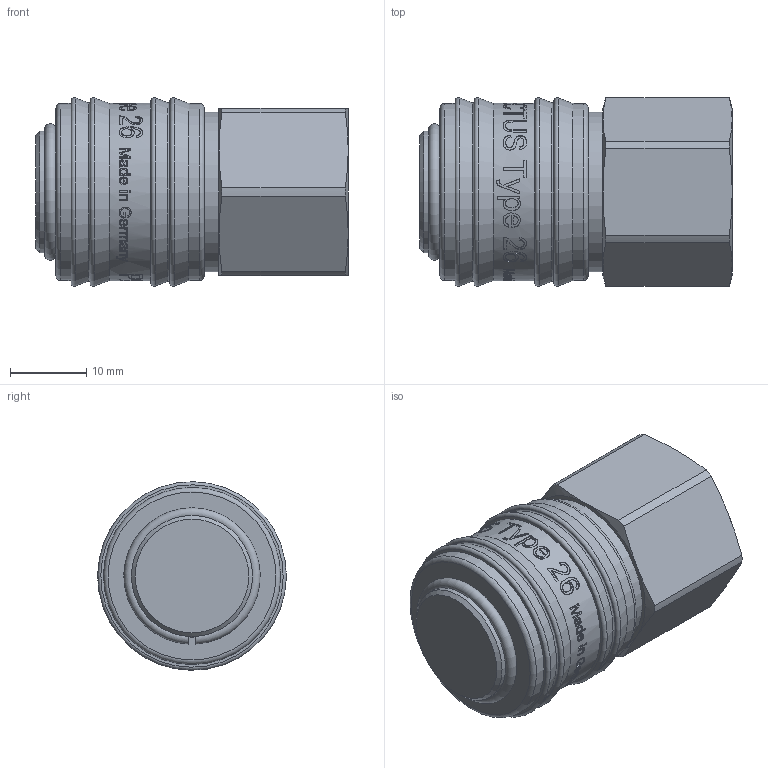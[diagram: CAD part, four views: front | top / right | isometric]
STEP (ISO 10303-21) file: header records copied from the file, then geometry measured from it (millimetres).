
FILE_DESCRIPTION((''),'2;1');
FILE_NAME('26kbiw17mpx.stp','2012-10-31T08:35:48',('AS035480'),(''),'Autodesk Inventor 2011','Autodesk Inventor 2011','');
FILE_SCHEMA(('AUTOMOTIVE_DESIGN { 1 0 10303 214 1 1 1 1 }'));
Length unit declared in the file: millimetre
Products named in the file (1): D104872
Bounding box: 41.1 x 24.8 x 24.8 mm (x, y, z)
Volume: 13208 mm3; surface area: 8924.9 mm2
Topology: 2 solids, 5 shells, 559 faces, 1453 edges, 958 vertices
Faces by surface type: plane 231, bspline 219, cylinder 73, cone 24, torus 12
Full cylindrical faces by diameter (mm): 13.655 x2, 14.45 x1, 14.55 x1, 14.95 x2, 15.45 x1, 15.95 x2, 16.1 x1, 16.65 x1, 17 x1, 18 x2, 21 x1, 21.1 x1, 23.3 x3
Entity records: 74215 total; most frequent: CARTESIAN_POINT 61866, ORIENTED_EDGE 2804, DIRECTION 1671, EDGE_CURVE 1402, VERTEX_POINT 949, EDGE_LOOP 663, B_SPLINE_CURVE_WITH_KNOTS 619, AXIS2_PLACEMENT_3D 572
